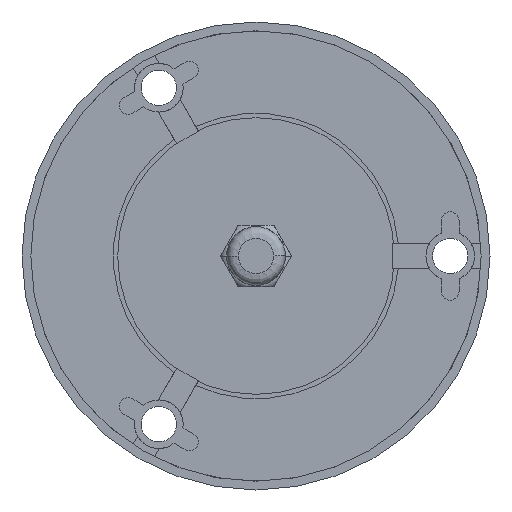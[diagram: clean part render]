
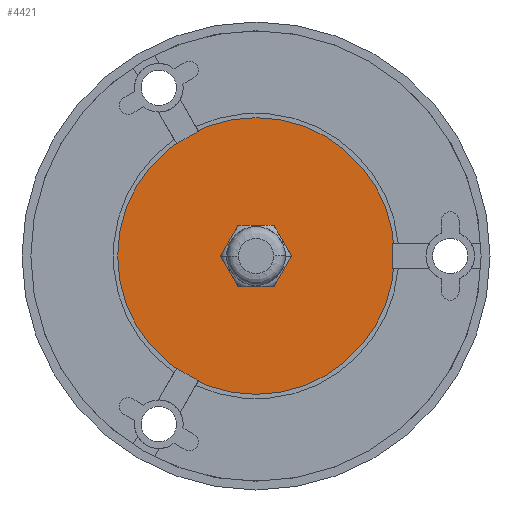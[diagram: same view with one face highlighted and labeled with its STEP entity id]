
A CAD part, front view. The second image highlights one B-rep face of the part: STEP entity #4421.
In plain terms, the highlighted face is planar.
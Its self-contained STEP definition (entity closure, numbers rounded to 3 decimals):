
#3757=CARTESIAN_POINT('',(0.,0.,0.));
#3758=DIRECTION('',(0.,0.,-1.));
#3759=DIRECTION('',(0.,1.,0.));
#3760=AXIS2_PLACEMENT_3D('',#3757,#3758,#3759);
#3762=CARTESIAN_POINT('',(0.,0.,0.));
#3763=DIRECTION('',(0.,0.,-1.));
#3764=DIRECTION('',(0.,-1.,0.));
#3765=AXIS2_PLACEMENT_3D('',#3762,#3763,#3764);
#3767=CARTESIAN_POINT('',(0.,0.,0.));
#3768=DIRECTION('',(0.,0.,1.));
#3769=DIRECTION('',(0.,1.,0.));
#3770=AXIS2_PLACEMENT_3D('',#3767,#3768,#3769);
#3772=CARTESIAN_POINT('',(0.,0.,0.));
#3773=DIRECTION('',(0.,0.,1.));
#3774=DIRECTION('',(0.,-1.,0.));
#3775=AXIS2_PLACEMENT_3D('',#3772,#3773,#3774);
#4247=CARTESIAN_POINT('',(0.,5.9,0.));
#4248=CARTESIAN_POINT('',(0.,-5.9,0.));
#4249=VERTEX_POINT('',#4247);
#4250=VERTEX_POINT('',#4248);
#4283=CARTESIAN_POINT('',(0.,47.,0.));
#4284=CARTESIAN_POINT('',(0.,-47.,0.));
#4285=VERTEX_POINT('',#4283);
#4286=VERTEX_POINT('',#4284);
#4405=CARTESIAN_POINT('',(0.,0.,0.));
#4406=DIRECTION('',(0.,0.,-1.));
#4407=DIRECTION('',(1.,0.,0.));
#4408=AXIS2_PLACEMENT_3D('',#4405,#4406,#4407);
#4409=PLANE('',#4408);
#4410=ORIENTED_EDGE('',*,*,#4395,.F.);
#4412=ORIENTED_EDGE('',*,*,#4411,.F.);
#4413=EDGE_LOOP('',(#4410,#4412));
#4414=FACE_OUTER_BOUND('',#4413,.F.);
#4416=ORIENTED_EDGE('',*,*,#4415,.F.);
#4418=ORIENTED_EDGE('',*,*,#4417,.F.);
#4419=EDGE_LOOP('',(#4416,#4418));
#4420=FACE_BOUND('',#4419,.F.);
#4421=ADVANCED_FACE('',(#4414,#4420),#4409,.F.);
#3761=CIRCLE('',#3760,5.9);
#3766=CIRCLE('',#3765,5.9);
#3771=CIRCLE('',#3770,47.);
#3776=CIRCLE('',#3775,47.);
#4395=EDGE_CURVE('',#4285,#4286,#3771,.T.);
#4411=EDGE_CURVE('',#4286,#4285,#3776,.T.);
#4415=EDGE_CURVE('',#4249,#4250,#3761,.T.);
#4417=EDGE_CURVE('',#4250,#4249,#3766,.T.);
